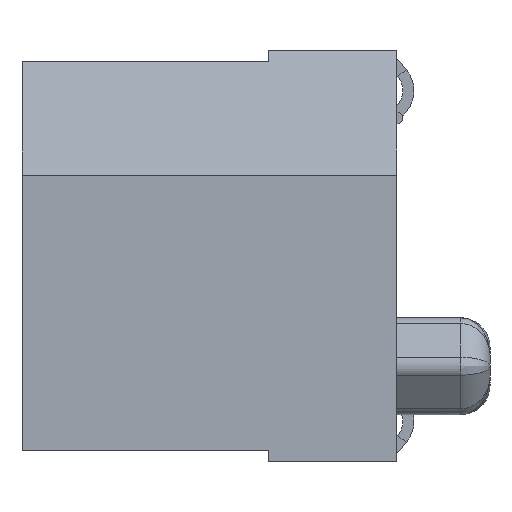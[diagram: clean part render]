
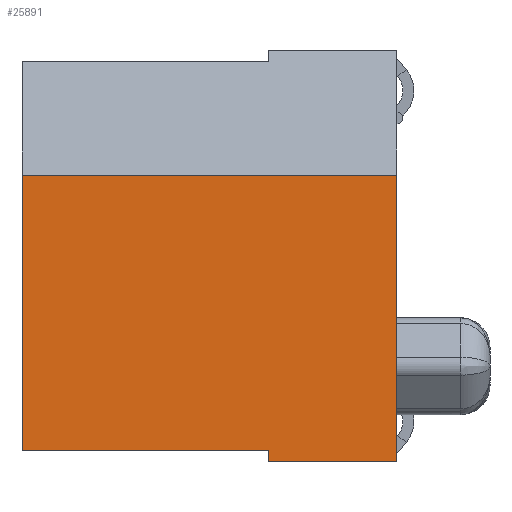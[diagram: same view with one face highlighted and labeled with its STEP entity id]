
A CAD part, left-side view. The second image highlights one B-rep face of the part: STEP entity #25891.
In plain terms, the highlighted planar face has unit normal (-1, 0, 0).
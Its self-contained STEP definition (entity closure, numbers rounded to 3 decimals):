
#2236 = CARTESIAN_POINT ( 'NONE',  ( -7., -1.75, 1.1 ) ) ;
#2280 = DIRECTION ( 'NONE',  ( 0., 0., -1. ) ) ;
#2281 = VECTOR ( 'NONE', #2280, 1000. ) ;
#2282 = CARTESIAN_POINT ( 'NONE',  ( -7., -1.75, 2.8 ) ) ;
#2283 = LINE ( 'NONE', #2282, #2281 ) ;
#2327 = CARTESIAN_POINT ( 'NONE',  ( -7., -1.75, -2.8 ) ) ;
#6795 = CARTESIAN_POINT ( 'NONE',  ( -7., 3.35, 1.1 ) ) ;
#6796 = DIRECTION ( 'NONE',  ( 0., 0., 1. ) ) ;
#6797 = VECTOR ( 'NONE', #6796, 1000. ) ;
#6798 = CARTESIAN_POINT ( 'NONE',  ( -7., 3.35, -2.8 ) ) ;
#6802 = LINE ( 'NONE', #6798, #6797 ) ;
#9406 = DIRECTION ( 'NONE',  ( 0., 1., 0. ) ) ;
#9407 = VECTOR ( 'NONE', #9406, 1000. ) ;
#9408 = CARTESIAN_POINT ( 'NONE',  ( -7., -1.75, -2.8 ) ) ;
#9409 = LINE ( 'NONE', #9408, #9407 ) ;
#9410 = CARTESIAN_POINT ( 'NONE',  ( -7., 0., -2.8 ) ) ;
#9425 = DIRECTION ( 'NONE',  ( 0., 0., 1. ) ) ;
#9426 = VECTOR ( 'NONE', #9425, 1000. ) ;
#9427 = CARTESIAN_POINT ( 'NONE',  ( -7., 0., -2.8 ) ) ;
#9428 = LINE ( 'NONE', #9427, #9426 ) ;
#9429 = DIRECTION ( 'NONE',  ( 0., -1., 0. ) ) ;
#9430 = VECTOR ( 'NONE', #9429, 1000. ) ;
#9431 = CARTESIAN_POINT ( 'NONE',  ( -7., 3.35, 1.1 ) ) ;
#9432 = DIRECTION ( 'NONE',  ( 0., 0., 1. ) ) ;
#9433 = DIRECTION ( 'NONE',  ( -1., 0., 0. ) ) ;
#9434 = AXIS2_PLACEMENT_3D ( 'NONE', #9436, #9433, #9432 ) ;
#9435 = LINE ( 'NONE', #9431, #9430 ) ;
#9436 = CARTESIAN_POINT ( 'NONE',  ( -7., -1.75, -2.8 ) ) ;
#9437 = PLANE ( 'NONE',  #9434 ) ;
#9438 = FACE_OUTER_BOUND ( 'NONE', #25892, .T. ) ;
#16786 = DIRECTION ( 'NONE',  ( 0., -1., 0. ) ) ;
#16787 = VECTOR ( 'NONE', #16786, 1000. ) ;
#16788 = CARTESIAN_POINT ( 'NONE',  ( -7., 3.35, -2.65 ) ) ;
#16789 = LINE ( 'NONE', #16788, #16787 ) ;
#16790 = CARTESIAN_POINT ( 'NONE',  ( -7., 3.35, -2.65 ) ) ;
#16814 = CARTESIAN_POINT ( 'NONE',  ( -7., 0., -2.65 ) ) ;
#21851 = VERTEX_POINT ( 'NONE', #2236 ) ;
#21886 = EDGE_CURVE ( 'NONE', #21851, #21912, #2283, .T. ) ;
#21912 = VERTEX_POINT ( 'NONE', #2327 ) ;
#24402 = EDGE_CURVE ( 'NONE', #31604, #24403, #6802, .T. ) ;
#24403 = VERTEX_POINT ( 'NONE', #6795 ) ;
#25869 = VERTEX_POINT ( 'NONE', #9410 ) ;
#25870 = ORIENTED_EDGE ( 'NONE', *, *, #25871, .F. ) ;
#25871 = EDGE_CURVE ( 'NONE', #21912, #25869, #9409, .T. ) ;
#25872 = ORIENTED_EDGE ( 'NONE', *, *, #21886, .F. ) ;
#25891 = ADVANCED_FACE ( 'NONE', ( #9438 ), #9437, .T. ) ;
#25892 = EDGE_LOOP ( 'NONE', ( #25893, #25895, #25896, #25897, #25870, #25872 ) ) ;
#25893 = ORIENTED_EDGE ( 'NONE', *, *, #25894, .F. ) ;
#25894 = EDGE_CURVE ( 'NONE', #24403, #21851, #9435, .T. ) ;
#25895 = ORIENTED_EDGE ( 'NONE', *, *, #24402, .F. ) ;
#25896 = ORIENTED_EDGE ( 'NONE', *, *, #31605, .T. ) ;
#25897 = ORIENTED_EDGE ( 'NONE', *, *, #25898, .F. ) ;
#25898 = EDGE_CURVE ( 'NONE', #25869, #31588, #9428, .T. ) ;
#31588 = VERTEX_POINT ( 'NONE', #16814 ) ;
#31604 = VERTEX_POINT ( 'NONE', #16790 ) ;
#31605 = EDGE_CURVE ( 'NONE', #31604, #31588, #16789, .T. ) ;
